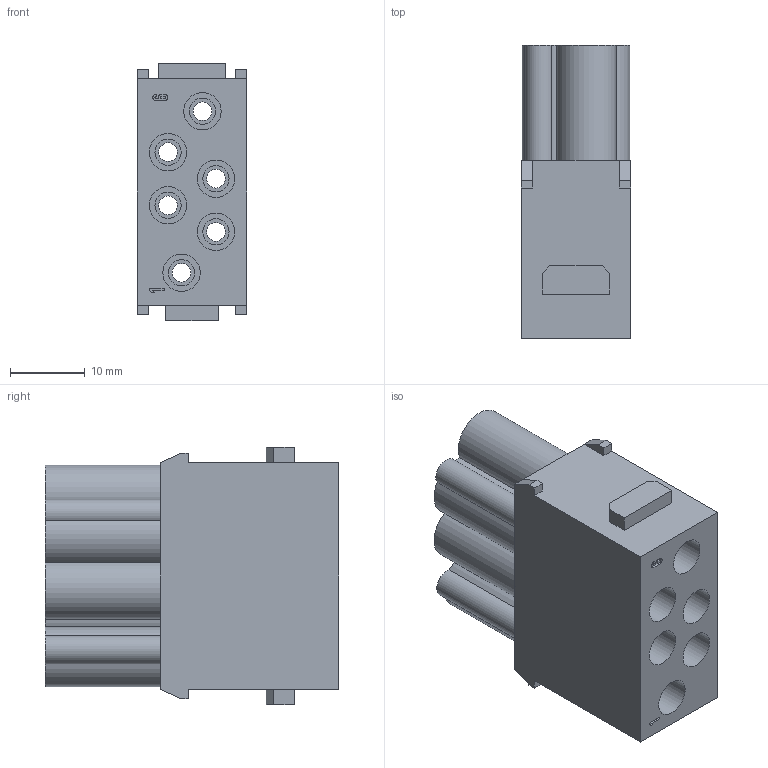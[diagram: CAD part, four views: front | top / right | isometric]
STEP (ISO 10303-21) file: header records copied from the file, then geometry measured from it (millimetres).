
FILE_DESCRIPTION(/* description */ (''),/* implementation_level */ '2;1');
FILE_NAME(/* name */ '100212846ugm000_b.stp',/* time_stamp */ '2017-09-29T09:02:09+02:00',/* author */ (''),/* organization */ (''),/* preprocessor_version */ 'ST-DEVELOPER v16',/* originating_system */ 'SIEMENS PLM Software NX 10.0',/* authorisation */ '');
FILE_SCHEMA (('AUTOMOTIVE_DESIGN { 1 0 10303 214 3 1 1 1 }'));
Length unit declared in the file: millimetre
Products named in the file (1): 100212846ugm000_b
Bounding box: 14.6 x 39.2 x 34.4 mm (x, y, z)
Volume: 10122.9 mm3; surface area: 8565 mm2
Topology: 1 solids, 1 shells, 234 faces, 557 edges, 377 vertices
Faces by surface type: plane 171, cylinder 54, bspline 9
Full cylindrical faces by diameter (mm): 0.315 x1, 0.442 x1, 2.5 x6, 3.5 x6, 4.5 x6, 5 x6, 6.2 x4
Entity records: 7896 total; most frequent: CARTESIAN_POINT 1523, ORIENTED_EDGE 1054, DIRECTION 1040, EDGE_CURVE 527, LINE 390, VECTOR 390, VERTEX_POINT 370, AXIS2_PLACEMENT_3D 325
